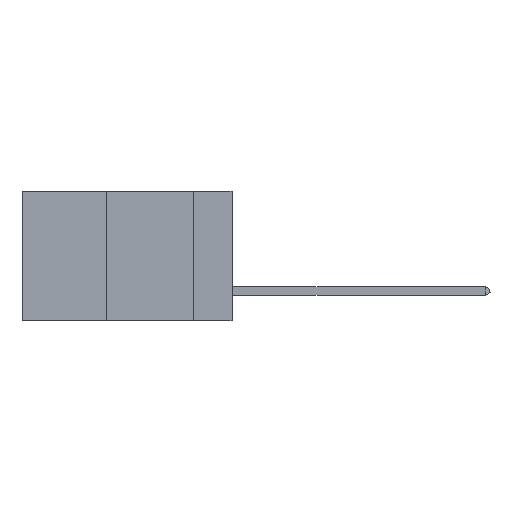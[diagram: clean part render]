
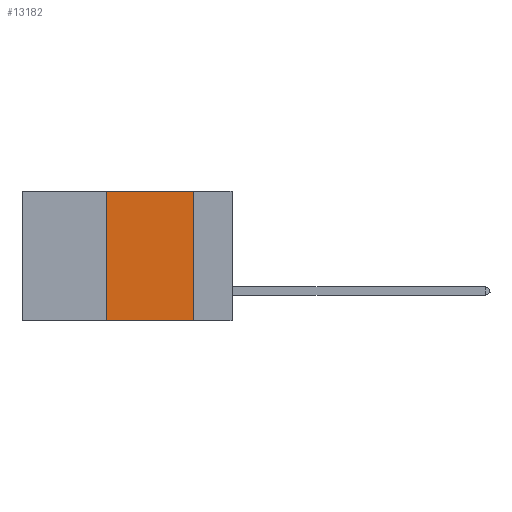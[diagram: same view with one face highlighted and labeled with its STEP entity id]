
A CAD part, left-side view. The second image highlights one B-rep face of the part: STEP entity #13182.
In plain terms, the highlighted planar face has unit normal (-1, 0, 0).
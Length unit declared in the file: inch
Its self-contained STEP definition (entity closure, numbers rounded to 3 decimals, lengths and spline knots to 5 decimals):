
#2692 = AXIS2_PLACEMENT_3D ( 'NONE', #45360, #5818, #41551 ) ;
#3752 = LINE ( 'NONE', #12183, #22020 ) ;
#5818 = DIRECTION ( 'NONE',  ( 1., 0., 0. ) ) ;
#6258 = FACE_OUTER_BOUND ( 'NONE', #32074, .T. ) ;
#6334 = CARTESIAN_POINT ( 'NONE',  ( 0., 0.6, -0.37 ) ) ;
#6356 = CARTESIAN_POINT ( 'NONE',  ( 0., 0.11, -0.37 ) ) ;
#6507 = ORIENTED_EDGE ( 'NONE', *, *, #37208, .T. ) ;
#8925 = CARTESIAN_POINT ( 'NONE',  ( 0., 0.6, 0. ) ) ;
#9001 = VECTOR ( 'NONE', #31344, 39.37008 ) ;
#9532 = VERTEX_POINT ( 'NONE', #18933 ) ;
#9940 = LINE ( 'NONE', #8925, #36008 ) ;
#10712 = VERTEX_POINT ( 'NONE', #40162 ) ;
#12183 = CARTESIAN_POINT ( 'NONE',  ( 0., 0.11, 0. ) ) ;
#13182 = ADVANCED_FACE ( 'NONE', ( #6258 ), #23664, .F. ) ;
#13400 = VERTEX_POINT ( 'NONE', #6356 ) ;
#15326 = CARTESIAN_POINT ( 'NONE',  ( 0., 0.36, 0. ) ) ;
#15432 = EDGE_CURVE ( 'NONE', #10712, #13400, #3752, .T. ) ;
#18933 = CARTESIAN_POINT ( 'NONE',  ( 0., 0.36, -0.37 ) ) ;
#21283 = VECTOR ( 'NONE', #27479, 39.37008 ) ;
#21708 = EDGE_CURVE ( 'NONE', #9532, #37874, #37399, .T. ) ;
#22020 = VECTOR ( 'NONE', #28702, 39.37008 ) ;
#23664 = PLANE ( 'NONE',  #2692 ) ;
#27479 = DIRECTION ( 'NONE',  ( 0., -1., 0. ) ) ;
#28133 = ORIENTED_EDGE ( 'NONE', *, *, #15432, .F. ) ;
#28702 = DIRECTION ( 'NONE',  ( 0., 0., -1. ) ) ;
#29449 = EDGE_CURVE ( 'NONE', #37874, #10712, #9940, .T. ) ;
#30211 = LINE ( 'NONE', #6334, #21283 ) ;
#31344 = DIRECTION ( 'NONE',  ( 0., 0., 1. ) ) ;
#32074 = EDGE_LOOP ( 'NONE', ( #28133, #37835, #41435, #6507 ) ) ;
#36008 = VECTOR ( 'NONE', #41111, 39.37008 ) ;
#37208 = EDGE_CURVE ( 'NONE', #9532, #13400, #30211, .T. ) ;
#37399 = LINE ( 'NONE', #38668, #9001 ) ;
#37835 = ORIENTED_EDGE ( 'NONE', *, *, #29449, .F. ) ;
#37874 = VERTEX_POINT ( 'NONE', #15326 ) ;
#38668 = CARTESIAN_POINT ( 'NONE',  ( 0., 0.36, 0. ) ) ;
#40162 = CARTESIAN_POINT ( 'NONE',  ( 0., 0.11, 0. ) ) ;
#41111 = DIRECTION ( 'NONE',  ( 0., -1., 0. ) ) ;
#41435 = ORIENTED_EDGE ( 'NONE', *, *, #21708, .F. ) ;
#41551 = DIRECTION ( 'NONE',  ( 0., 0., -1. ) ) ;
#45360 = CARTESIAN_POINT ( 'NONE',  ( 0., 0.6, 0. ) ) ;
